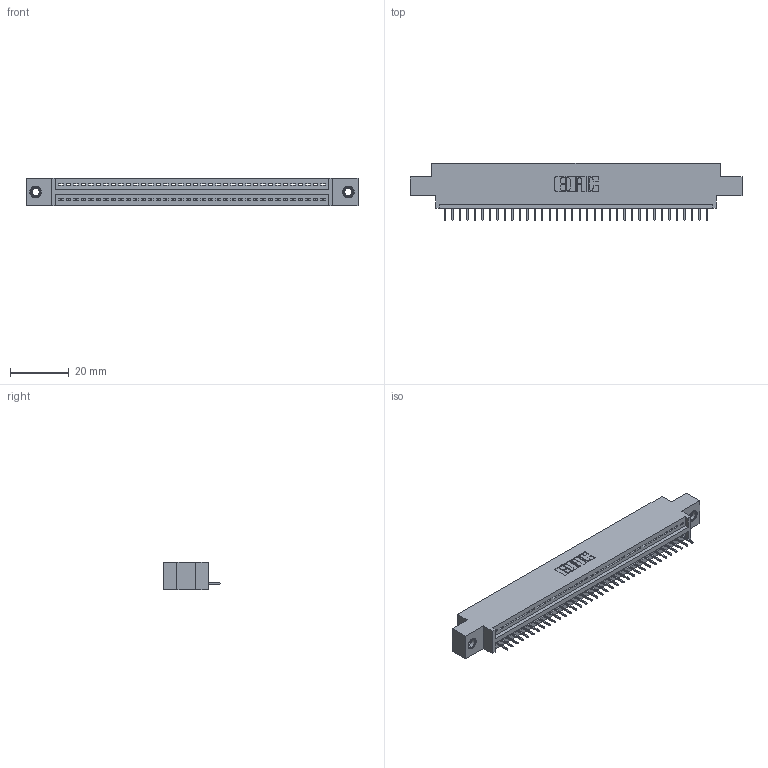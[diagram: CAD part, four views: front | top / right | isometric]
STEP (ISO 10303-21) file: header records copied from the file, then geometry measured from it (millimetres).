
FILE_DESCRIPTION (( 'STEP AP203' ), '1' );
FILE_NAME ('345-036-524-607.STEP', '2019-10-07T23:01:24', ( '' ), ( '' ), 'SwSTEP 2.0', 'SolidWorks 2016', '' );
FILE_SCHEMA (( 'CONFIG_CONTROL_DESIGN' ));
Length unit declared in the file: inch
Products named in the file (4): 345 Part_0.170 Offset - 0.156 Dia-TI; 345-292-001_345-293-124; 345-036-524-607; 345-250-001_345-250-005-103
Assembly tree (39 placements, depth 2):
  345-036-524-607
    345 Part_0.170 Offset - 0.156 Dia-TI
    345-292-001_345-293-124  x36
    345-250-001_345-250-005-103  x2
Bounding box: 112.65 x 19.35 x 9.4 mm (x, y, z)
Volume: 10381.3 mm3; surface area: 13418.6 mm2
Topology: 39 solids, 39 shells, 2422 faces, 6969 edges, 4494 vertices
Faces by surface type: plane 1772, cylinder 634, cone 12, torus 4
Entity records: 29294 total; most frequent: CARTESIAN_POINT 5055, ORIENTED_EDGE 5018, DIRECTION 4451, EDGE_CURVE 2509, VECTOR 2217, LINE 2217, VERTEX_POINT 1664, AXIS2_PLACEMENT_3D 1117
